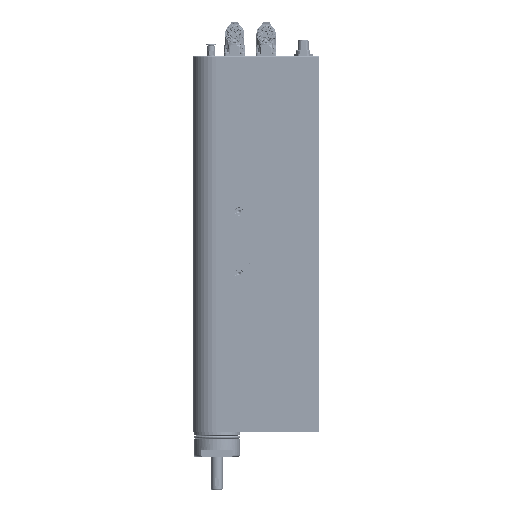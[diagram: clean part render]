
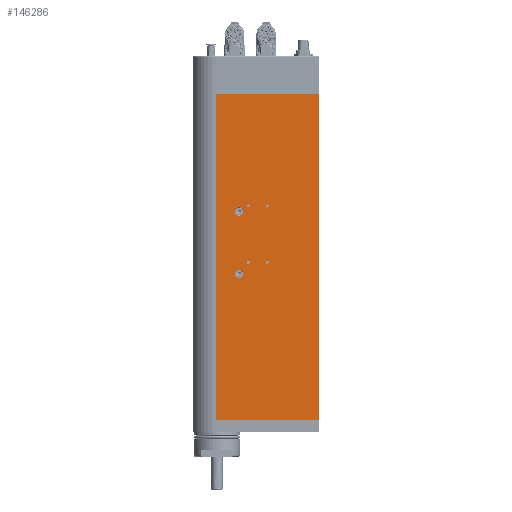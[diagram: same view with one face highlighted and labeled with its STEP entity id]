
A CAD part, front view. The second image highlights one B-rep face of the part: STEP entity #146286.
In plain terms, the highlighted planar face has unit normal (0, -1, 0).
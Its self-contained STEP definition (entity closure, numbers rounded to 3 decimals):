
#182 = AXIS2_PLACEMENT_3D ( 'NONE', #102340, #56171, #131187 ) ;
#1252 = VERTEX_POINT ( 'NONE', #4260 ) ;
#2382 = CARTESIAN_POINT ( 'NONE',  ( 67., -25., 347. ) ) ;
#2918 = CARTESIAN_POINT ( 'NONE',  ( -18., -25., 222. ) ) ;
#3341 = VERTEX_POINT ( 'NONE', #75069 ) ;
#3362 = VECTOR ( 'NONE', #98754, 1000. ) ;
#4260 = CARTESIAN_POINT ( 'NONE',  ( 12., -25., 166.35 ) ) ;
#4700 = CARTESIAN_POINT ( 'NONE',  ( -67.5, -25., 0. ) ) ;
#5573 = VERTEX_POINT ( 'NONE', #81514 ) ;
#6893 = DIRECTION ( 'NONE',  ( 0., 0., -1. ) ) ;
#7439 = EDGE_CURVE ( 'NONE', #127890, #197340, #160711, .T. ) ;
#8139 = VERTEX_POINT ( 'NONE', #165179 ) ;
#8247 = AXIS2_PLACEMENT_3D ( 'NONE', #38156, #100710, #147994 ) ;
#8395 = DIRECTION ( 'NONE',  ( 0., 0., 1. ) ) ;
#16423 = EDGE_CURVE ( 'NONE', #109971, #109971, #188383, .T. ) ;
#22050 = EDGE_LOOP ( 'NONE', ( #154086 ) ) ;
#23751 = DIRECTION ( 'NONE',  ( 0., -1., 0. ) ) ;
#23780 = FACE_BOUND ( 'NONE', #165046, .T. ) ;
#24799 = FACE_OUTER_BOUND ( 'NONE', #36293, .T. ) ;
#28143 = ORIENTED_EDGE ( 'NONE', *, *, #162643, .T. ) ;
#31518 = LINE ( 'NONE', #92072, #136043 ) ;
#36293 = EDGE_LOOP ( 'NONE', ( #99450, #126058, #139017, #28143 ) ) ;
#36499 = DIRECTION ( 'NONE',  ( 1., 0., 0. ) ) ;
#38156 = CARTESIAN_POINT ( 'NONE',  ( -8., -25., 228. ) ) ;
#39616 = CARTESIAN_POINT ( 'NONE',  ( -8., -25., 166.35 ) ) ;
#43530 = CARTESIAN_POINT ( 'NONE',  ( 12., -25., 168. ) ) ;
#43914 = VECTOR ( 'NONE', #130573, 1000. ) ;
#46440 = CIRCLE ( 'NONE', #62824, 4.4 ) ;
#56171 = DIRECTION ( 'NONE',  ( 0., -1., 0. ) ) ;
#58740 = AXIS2_PLACEMENT_3D ( 'NONE', #178286, #98190, #6893 ) ;
#62824 = AXIS2_PLACEMENT_3D ( 'NONE', #2918, #100320, #161993 ) ;
#65134 = CARTESIAN_POINT ( 'NONE',  ( -67.5, -25., 347. ) ) ;
#75069 = CARTESIAN_POINT ( 'NONE',  ( -42.5, -25., 347. ) ) ;
#77256 = EDGE_CURVE ( 'NONE', #1252, #1252, #143429, .T. ) ;
#79422 = AXIS2_PLACEMENT_3D ( 'NONE', #164391, #23751, #196086 ) ;
#81514 = CARTESIAN_POINT ( 'NONE',  ( -18., -25., 151.6 ) ) ;
#82535 = EDGE_LOOP ( 'NONE', ( #160937 ) ) ;
#83322 = CARTESIAN_POINT ( 'NONE',  ( -67.5, -25., 347. ) ) ;
#92072 = CARTESIAN_POINT ( 'NONE',  ( -42.5, -25., 347. ) ) ;
#92957 = CARTESIAN_POINT ( 'NONE',  ( 67., -25., 0. ) ) ;
#93380 = EDGE_LOOP ( 'NONE', ( #157500 ) ) ;
#93792 = ORIENTED_EDGE ( 'NONE', *, *, #129968, .F. ) ;
#94777 = CIRCLE ( 'NONE', #58740, 1.65 ) ;
#95703 = EDGE_LOOP ( 'NONE', ( #199613 ) ) ;
#96469 = DIRECTION ( 'NONE',  ( 0., 0., -1. ) ) ;
#97746 = LINE ( 'NONE', #2382, #3362 ) ;
#98190 = DIRECTION ( 'NONE',  ( 0., -1., 0. ) ) ;
#98754 = DIRECTION ( 'NONE',  ( 0., 0., 1. ) ) ;
#99007 = CIRCLE ( 'NONE', #79422, 4.4 ) ;
#99309 = AXIS2_PLACEMENT_3D ( 'NONE', #83322, #162368, #8395 ) ;
#99450 = ORIENTED_EDGE ( 'NONE', *, *, #7439, .T. ) ;
#99681 = FACE_BOUND ( 'NONE', #93380, .T. ) ;
#100320 = DIRECTION ( 'NONE',  ( 0., -1., 0. ) ) ;
#100710 = DIRECTION ( 'NONE',  ( 0., -1., 0. ) ) ;
#102340 = CARTESIAN_POINT ( 'NONE',  ( 12., -25., 228. ) ) ;
#108465 = DIRECTION ( 'NONE',  ( 0., 0., -1. ) ) ;
#109137 = CARTESIAN_POINT ( 'NONE',  ( -42.5, -25., 0. ) ) ;
#109971 = VERTEX_POINT ( 'NONE', #187992 ) ;
#116117 = FACE_BOUND ( 'NONE', #22050, .T. ) ;
#124513 = EDGE_LOOP ( 'NONE', ( #93792 ) ) ;
#125759 = EDGE_CURVE ( 'NONE', #3341, #170521, #143168, .T. ) ;
#126058 = ORIENTED_EDGE ( 'NONE', *, *, #128087, .T. ) ;
#127032 = AXIS2_PLACEMENT_3D ( 'NONE', #43530, #159158, #96469 ) ;
#127052 = EDGE_CURVE ( 'NONE', #180242, #180242, #94777, .T. ) ;
#127890 = VERTEX_POINT ( 'NONE', #109137 ) ;
#128087 = EDGE_CURVE ( 'NONE', #197340, #170521, #97746, .T. ) ;
#129968 = EDGE_CURVE ( 'NONE', #165929, #165929, #46440, .T. ) ;
#130529 = FACE_BOUND ( 'NONE', #95703, .T. ) ;
#130573 = DIRECTION ( 'NONE',  ( 1., 0., 0. ) ) ;
#131187 = DIRECTION ( 'NONE',  ( 0., 0., -1. ) ) ;
#136043 = VECTOR ( 'NONE', #108465, 1000. ) ;
#139017 = ORIENTED_EDGE ( 'NONE', *, *, #125759, .F. ) ;
#141119 = CIRCLE ( 'NONE', #182, 1.65 ) ;
#143042 = CARTESIAN_POINT ( 'NONE',  ( 67., -25., 347. ) ) ;
#143168 = LINE ( 'NONE', #65134, #43914 ) ;
#143429 = CIRCLE ( 'NONE', #127032, 1.65 ) ;
#145245 = EDGE_CURVE ( 'NONE', #5573, #5573, #99007, .T. ) ;
#146286 = ADVANCED_FACE ( 'NONE', ( #116117, #23780, #130529, #99681, #179752, #163401, #24799 ), #178763, .F. ) ;
#147994 = DIRECTION ( 'NONE',  ( 0., 0., -1. ) ) ;
#154086 = ORIENTED_EDGE ( 'NONE', *, *, #127052, .F. ) ;
#156310 = ORIENTED_EDGE ( 'NONE', *, *, #16423, .F. ) ;
#157500 = ORIENTED_EDGE ( 'NONE', *, *, #169887, .F. ) ;
#159158 = DIRECTION ( 'NONE',  ( 0., -1., 0. ) ) ;
#160711 = LINE ( 'NONE', #4700, #202933 ) ;
#160937 = ORIENTED_EDGE ( 'NONE', *, *, #145245, .F. ) ;
#161993 = DIRECTION ( 'NONE',  ( 0., 0., -1. ) ) ;
#162368 = DIRECTION ( 'NONE',  ( 0., 1., 0. ) ) ;
#162643 = EDGE_CURVE ( 'NONE', #3341, #127890, #31518, .T. ) ;
#163401 = FACE_BOUND ( 'NONE', #82535, .T. ) ;
#164391 = CARTESIAN_POINT ( 'NONE',  ( -18., -25., 156. ) ) ;
#165046 = EDGE_LOOP ( 'NONE', ( #156310 ) ) ;
#165179 = CARTESIAN_POINT ( 'NONE',  ( 12., -25., 226.35 ) ) ;
#165929 = VERTEX_POINT ( 'NONE', #182261 ) ;
#169887 = EDGE_CURVE ( 'NONE', #8139, #8139, #141119, .T. ) ;
#170521 = VERTEX_POINT ( 'NONE', #143042 ) ;
#178286 = CARTESIAN_POINT ( 'NONE',  ( -8., -25., 168. ) ) ;
#178763 = PLANE ( 'NONE',  #99309 ) ;
#179752 = FACE_BOUND ( 'NONE', #124513, .T. ) ;
#180242 = VERTEX_POINT ( 'NONE', #39616 ) ;
#182261 = CARTESIAN_POINT ( 'NONE',  ( -18., -25., 217.6 ) ) ;
#187992 = CARTESIAN_POINT ( 'NONE',  ( -8., -25., 226.35 ) ) ;
#188383 = CIRCLE ( 'NONE', #8247, 1.65 ) ;
#196086 = DIRECTION ( 'NONE',  ( 0., 0., -1. ) ) ;
#197340 = VERTEX_POINT ( 'NONE', #92957 ) ;
#199613 = ORIENTED_EDGE ( 'NONE', *, *, #77256, .F. ) ;
#202933 = VECTOR ( 'NONE', #36499, 1000. ) ;
